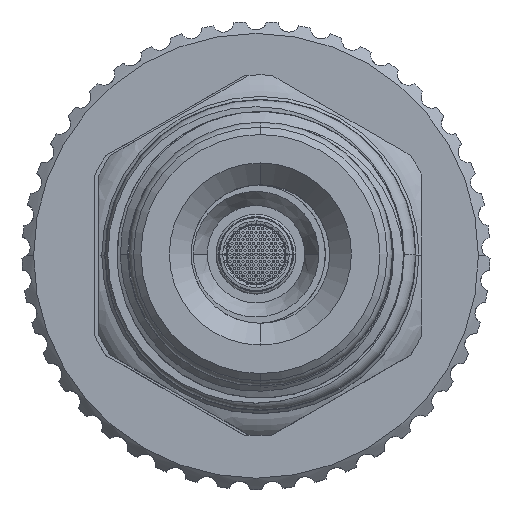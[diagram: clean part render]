
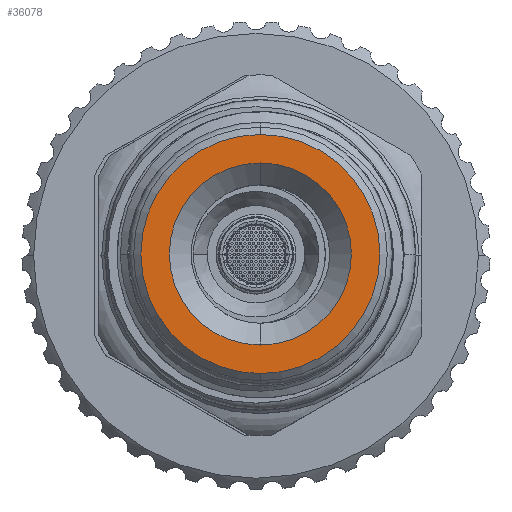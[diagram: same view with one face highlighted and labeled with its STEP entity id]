
A CAD part, top view. The second image highlights one B-rep face of the part: STEP entity #36078.
In plain terms, the highlighted planar face has unit normal (0, 0, 1).
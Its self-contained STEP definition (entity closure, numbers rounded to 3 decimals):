
#10233 = FACE_OUTER_BOUND ( 'NONE', #95575, .T. ) ;
#10237 = FACE_BOUND ( 'NONE', #95604, .T. ) ;
#11049 = AXIS2_PLACEMENT_3D ( 'NONE', #12537, #12543, #12544 ) ;
#11510 = AXIS2_PLACEMENT_3D ( 'NONE', #24435, #24436, #24437 ) ;
#11511 = AXIS2_PLACEMENT_3D ( 'NONE', #24438, #24439, #24440 ) ;
#11880 = AXIS2_PLACEMENT_3D ( 'NONE', #91460, #91461, #91462 ) ;
#11884 = AXIS2_PLACEMENT_3D ( 'NONE', #91544, #91545, #91546 ) ;
#12537 = CARTESIAN_POINT ( 'NONE',  ( 0.301, 0., 45.202 ) ) ;
#12541 = PLANE ( 'NONE',  #11049 ) ;
#12543 = DIRECTION ( 'NONE',  ( 0., 0., -1. ) ) ;
#12544 = DIRECTION ( 'NONE',  ( 0., -1., 0. ) ) ;
#22026 = CIRCLE ( 'NONE', #11510, 8.225 ) ;
#22027 = CIRCLE ( 'NONE', #11511, 6.265 ) ;
#24435 = CARTESIAN_POINT ( 'NONE',  ( 0.301, 0., 45.202 ) ) ;
#24436 = DIRECTION ( 'NONE',  ( 0., 0., 1. ) ) ;
#24437 = DIRECTION ( 'NONE',  ( 0., -1., 0. ) ) ;
#24438 = CARTESIAN_POINT ( 'NONE',  ( 0.301, 0., 45.202 ) ) ;
#24439 = DIRECTION ( 'NONE',  ( 0., 0., 1. ) ) ;
#24440 = DIRECTION ( 'NONE',  ( 0., 1., 0. ) ) ;
#28169 = ORIENTED_EDGE ( 'NONE', *, *, #40071, .T. ) ;
#28170 = ORIENTED_EDGE ( 'NONE', *, *, #44630, .T. ) ;
#28171 = ORIENTED_EDGE ( 'NONE', *, *, #40072, .F. ) ;
#28172 = ORIENTED_EDGE ( 'NONE', *, *, #44598, .F. ) ;
#36078 = ADVANCED_FACE ( 'NONE', ( #10233, #10237 ), #12541, .F. ) ;
#40071 = EDGE_CURVE ( 'NONE', #48732, #48727, #22026, .T. ) ;
#40072 = EDGE_CURVE ( 'NONE', #48809, #48678, #22027, .T. ) ;
#44598 = EDGE_CURVE ( 'NONE', #48678, #48809, #84822, .T. ) ;
#44630 = EDGE_CURVE ( 'NONE', #48727, #48732, #84834, .T. ) ;
#48678 = VERTEX_POINT ( 'NONE', #92711 ) ;
#48727 = VERTEX_POINT ( 'NONE', #92757 ) ;
#48732 = VERTEX_POINT ( 'NONE', #92761 ) ;
#48809 = VERTEX_POINT ( 'NONE', #92833 ) ;
#84822 = CIRCLE ( 'NONE', #11880, 6.265 ) ;
#84834 = CIRCLE ( 'NONE', #11884, 8.225 ) ;
#91460 = CARTESIAN_POINT ( 'NONE',  ( 0.301, 0., 45.202 ) ) ;
#91461 = DIRECTION ( 'NONE',  ( 0., 0., 1. ) ) ;
#91462 = DIRECTION ( 'NONE',  ( 0., 1., 0. ) ) ;
#91544 = CARTESIAN_POINT ( 'NONE',  ( 0.301, 0., 45.202 ) ) ;
#91545 = DIRECTION ( 'NONE',  ( 0., 0., 1. ) ) ;
#91546 = DIRECTION ( 'NONE',  ( 0., -1., 0. ) ) ;
#92711 = CARTESIAN_POINT ( 'NONE',  ( 0.301, -6.265, 45.202 ) ) ;
#92757 = CARTESIAN_POINT ( 'NONE',  ( 0.301, 8.225, 45.202 ) ) ;
#92761 = CARTESIAN_POINT ( 'NONE',  ( 0.301, -8.225, 45.202 ) ) ;
#92833 = CARTESIAN_POINT ( 'NONE',  ( 0.301, 6.265, 45.202 ) ) ;
#95575 = EDGE_LOOP ( 'NONE', ( #28169, #28170 ) ) ;
#95604 = EDGE_LOOP ( 'NONE', ( #28171, #28172 ) ) ;
